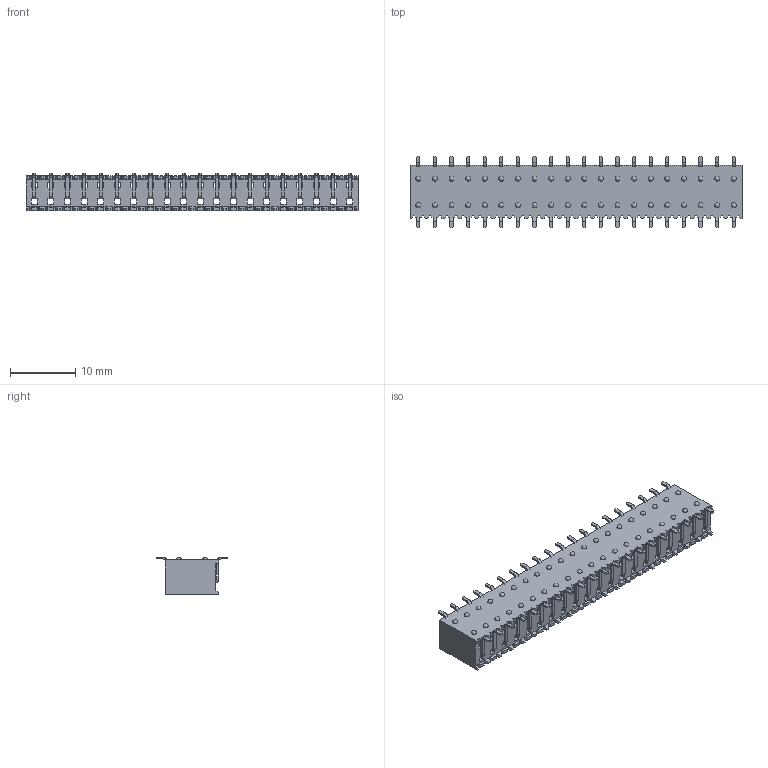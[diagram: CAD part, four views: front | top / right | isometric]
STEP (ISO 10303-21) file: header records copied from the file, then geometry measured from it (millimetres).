
FILE_DESCRIPTION( ( 'STEP AP214' ), '1' );
FILE_NAME( 'SSM-120-L-DH.stp', '2019-05-08T02:09:07', ( '' ), ( '' ), ' ', 'PARTsolutions', ' ' );
FILE_SCHEMA( ( 'AUTOMOTIVE_DESIGN { 1 0 10303 214 1 1 1 1 }' ) );
Length unit declared in the file: inch
Products named in the file (3): SSM-120-L-DH; _SSM-120-L-DH_body; _C-58-08, C-58-0720
Assembly tree (2 placements, depth 2):
  SSM-120-L-DH
    _SSM-120-L-DH_body
    _C-58-08, C-58-0720
Bounding box: 50.8 x 10.92 x 5.71 mm (x, y, z)
Volume: 1900 mm3; surface area: 3089.1 mm2
Topology: 2 solids, 2 shells, 1132 faces, 3532 edges, 2328 vertices
Faces by surface type: plane 932, cylinder 160, sphere 40
Entity records: 47238 total; most frequent: CARTESIAN_POINT 6835, ORIENTED_EDGE 6824, DIRECTION 6042, EDGE_CURVE 3412, LINE 3052, VECTOR 3052, VERTEX_POINT 2288, AXIS2_PLACEMENT_3D 1495
